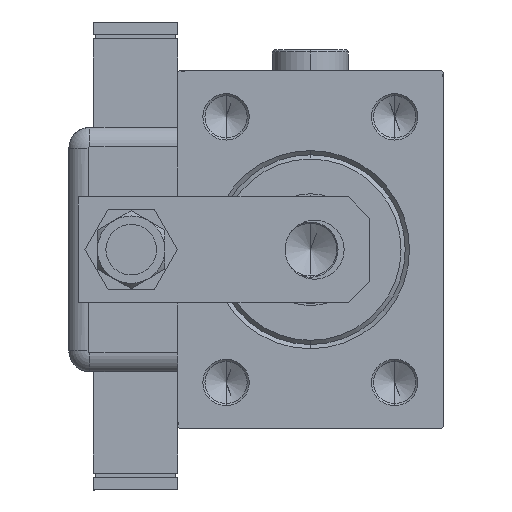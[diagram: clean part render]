
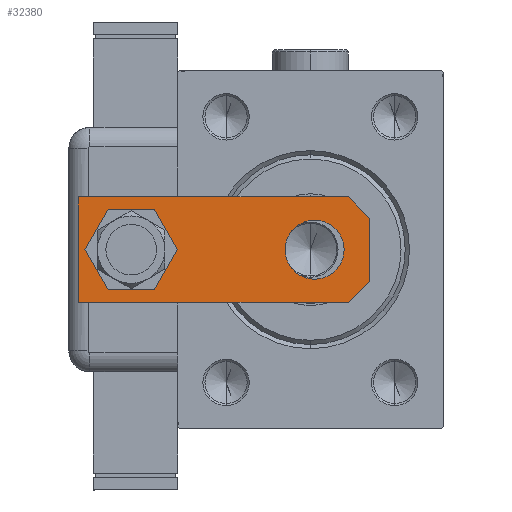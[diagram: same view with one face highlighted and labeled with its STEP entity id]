
A CAD part, left-side view. The second image highlights one B-rep face of the part: STEP entity #32380.
In plain terms, the highlighted face is planar.
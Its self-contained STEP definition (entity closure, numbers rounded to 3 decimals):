
#142 = LINE ( 'NONE', #56002, #19025 ) ;
#441 = DIRECTION ( 'NONE',  ( -1., 0., 0. ) ) ;
#2067 = ORIENTED_EDGE ( 'NONE', *, *, #20549, .T. ) ;
#2572 = CARTESIAN_POINT ( 'NONE',  ( 12.5, 69., 0. ) ) ;
#3385 = CARTESIAN_POINT ( 'NONE',  ( -7., 56.5, 0. ) ) ;
#5975 = DIRECTION ( 'NONE',  ( -0.707, -0.707, 0. ) ) ;
#7137 = ORIENTED_EDGE ( 'NONE', *, *, #55153, .T. ) ;
#7586 = CARTESIAN_POINT ( 'NONE',  ( 0., 13., 0. ) ) ;
#8403 = ORIENTED_EDGE ( 'NONE', *, *, #33398, .F. ) ;
#9045 = VERTEX_POINT ( 'NONE', #25247 ) ;
#9881 = VERTEX_POINT ( 'NONE', #55150 ) ;
#10361 = VECTOR ( 'NONE', #31758, 1000. ) ;
#11036 = AXIS2_PLACEMENT_3D ( 'NONE', #7586, #26196, #36419 ) ;
#12154 = CARTESIAN_POINT ( 'NONE',  ( 12.5, 5., 0. ) ) ;
#14741 = CARTESIAN_POINT ( 'NONE',  ( 7.5, 0., 0. ) ) ;
#15487 = CARTESIAN_POINT ( 'NONE',  ( -7.5, 0., 0. ) ) ;
#15637 = CIRCLE ( 'NONE', #37451, 7. ) ;
#16583 = FACE_BOUND ( 'NONE', #42730, .T. ) ;
#16816 = DIRECTION ( 'NONE',  ( 0., 0., 1. ) ) ;
#17026 = ORIENTED_EDGE ( 'NONE', *, *, #47940, .F. ) ;
#17229 = CIRCLE ( 'NONE', #39015, 7. ) ;
#17684 = VECTOR ( 'NONE', #20388, 1000. ) ;
#17808 = PLANE ( 'NONE',  #25748 ) ;
#18466 = CARTESIAN_POINT ( 'NONE',  ( 0., 56.5, 0. ) ) ;
#19025 = VECTOR ( 'NONE', #47281, 1000. ) ;
#19616 = VERTEX_POINT ( 'NONE', #14741 ) ;
#20259 = VERTEX_POINT ( 'NONE', #15487 ) ;
#20367 = EDGE_LOOP ( 'NONE', ( #32425, #2067, #52110, #8403, #17026, #7137 ) ) ;
#20388 = DIRECTION ( 'NONE',  ( -0.707, 0.707, 0. ) ) ;
#20549 = EDGE_CURVE ( 'NONE', #20259, #58181, #48595, .T. ) ;
#23624 = EDGE_CURVE ( 'NONE', #9045, #53426, #15637, .T. ) ;
#24648 = DIRECTION ( 'NONE',  ( 1., 0., 0. ) ) ;
#25247 = CARTESIAN_POINT ( 'NONE',  ( 7., 56.5, 0. ) ) ;
#25748 = AXIS2_PLACEMENT_3D ( 'NONE', #25897, #31782, #40464 ) ;
#25897 = CARTESIAN_POINT ( 'NONE',  ( 0., 0., 0. ) ) ;
#26196 = DIRECTION ( 'NONE',  ( 0., 0., 1. ) ) ;
#26204 = FACE_BOUND ( 'NONE', #55049, .T. ) ;
#26366 = CARTESIAN_POINT ( 'NONE',  ( -12.5, 69., 0. ) ) ;
#29547 = LINE ( 'NONE', #48458, #36825 ) ;
#29565 = VERTEX_POINT ( 'NONE', #2572 ) ;
#29914 = DIRECTION ( 'NONE',  ( 0., 0., 1. ) ) ;
#30551 = LINE ( 'NONE', #49453, #57936 ) ;
#30949 = ORIENTED_EDGE ( 'NONE', *, *, #54893, .T. ) ;
#31099 = DIRECTION ( 'NONE',  ( 1., 0., 0. ) ) ;
#31758 = DIRECTION ( 'NONE',  ( 0., 1., 0. ) ) ;
#31782 = DIRECTION ( 'NONE',  ( 0., 0., 1. ) ) ;
#32178 = CIRCLE ( 'NONE', #47040, 7. ) ;
#32380 = ADVANCED_FACE ( 'NONE', ( #43285, #16583, #26204 ), #17808, .F. ) ;
#32425 = ORIENTED_EDGE ( 'NONE', *, *, #56325, .F. ) ;
#33398 = EDGE_CURVE ( 'NONE', #29565, #52199, #42623, .T. ) ;
#33513 = ORIENTED_EDGE ( 'NONE', *, *, #47683, .T. ) ;
#33962 = CARTESIAN_POINT ( 'NONE',  ( 0., 13., 0. ) ) ;
#36045 = CARTESIAN_POINT ( 'NONE',  ( 0., 56.5, 0. ) ) ;
#36400 = LINE ( 'NONE', #55332, #10361 ) ;
#36419 = DIRECTION ( 'NONE',  ( 1., 0., 0. ) ) ;
#36825 = VECTOR ( 'NONE', #5975, 1000. ) ;
#37430 = VERTEX_POINT ( 'NONE', #12154 ) ;
#37451 = AXIS2_PLACEMENT_3D ( 'NONE', #36045, #16816, #31099 ) ;
#39015 = AXIS2_PLACEMENT_3D ( 'NONE', #18466, #42041, #58128 ) ;
#40145 = DIRECTION ( 'NONE',  ( 0., -1., 0. ) ) ;
#40464 = DIRECTION ( 'NONE',  ( 1., 0., 0. ) ) ;
#41193 = CARTESIAN_POINT ( 'NONE',  ( -7., 13., 0. ) ) ;
#41797 = CARTESIAN_POINT ( 'NONE',  ( -12.5, 5., 0. ) ) ;
#42041 = DIRECTION ( 'NONE',  ( 0., 0., 1. ) ) ;
#42623 = LINE ( 'NONE', #51942, #54524 ) ;
#42730 = EDGE_LOOP ( 'NONE', ( #55425, #55872 ) ) ;
#42760 = CIRCLE ( 'NONE', #11036, 7. ) ;
#43285 = FACE_OUTER_BOUND ( 'NONE', #20367, .T. ) ;
#45520 = EDGE_CURVE ( 'NONE', #53426, #9045, #17229, .T. ) ;
#46139 = VERTEX_POINT ( 'NONE', #41193 ) ;
#47040 = AXIS2_PLACEMENT_3D ( 'NONE', #33962, #29914, #24648 ) ;
#47281 = DIRECTION ( 'NONE',  ( 1., 0., 0. ) ) ;
#47683 = EDGE_CURVE ( 'NONE', #9881, #46139, #32178, .T. ) ;
#47940 = EDGE_CURVE ( 'NONE', #37430, #29565, #36400, .T. ) ;
#48132 = EDGE_CURVE ( 'NONE', #52199, #58181, #30551, .T. ) ;
#48458 = CARTESIAN_POINT ( 'NONE',  ( 12.5, 5., 0. ) ) ;
#48595 = LINE ( 'NONE', #58234, #17684 ) ;
#49453 = CARTESIAN_POINT ( 'NONE',  ( -12.5, 69., 0. ) ) ;
#51942 = CARTESIAN_POINT ( 'NONE',  ( 12.5, 69., 0. ) ) ;
#52110 = ORIENTED_EDGE ( 'NONE', *, *, #48132, .F. ) ;
#52199 = VERTEX_POINT ( 'NONE', #26366 ) ;
#53426 = VERTEX_POINT ( 'NONE', #3385 ) ;
#54524 = VECTOR ( 'NONE', #441, 1000. ) ;
#54893 = EDGE_CURVE ( 'NONE', #46139, #9881, #42760, .T. ) ;
#55049 = EDGE_LOOP ( 'NONE', ( #30949, #33513 ) ) ;
#55150 = CARTESIAN_POINT ( 'NONE',  ( 7., 13., 0. ) ) ;
#55153 = EDGE_CURVE ( 'NONE', #37430, #19616, #29547, .T. ) ;
#55332 = CARTESIAN_POINT ( 'NONE',  ( 12.5, 0., 0. ) ) ;
#55425 = ORIENTED_EDGE ( 'NONE', *, *, #45520, .T. ) ;
#55872 = ORIENTED_EDGE ( 'NONE', *, *, #23624, .T. ) ;
#56002 = CARTESIAN_POINT ( 'NONE',  ( -12.5, 0., 0. ) ) ;
#56325 = EDGE_CURVE ( 'NONE', #20259, #19616, #142, .T. ) ;
#57936 = VECTOR ( 'NONE', #40145, 1000. ) ;
#58128 = DIRECTION ( 'NONE',  ( 1., 0., 0. ) ) ;
#58181 = VERTEX_POINT ( 'NONE', #41797 ) ;
#58234 = CARTESIAN_POINT ( 'NONE',  ( -7.5, 0., 0. ) ) ;
